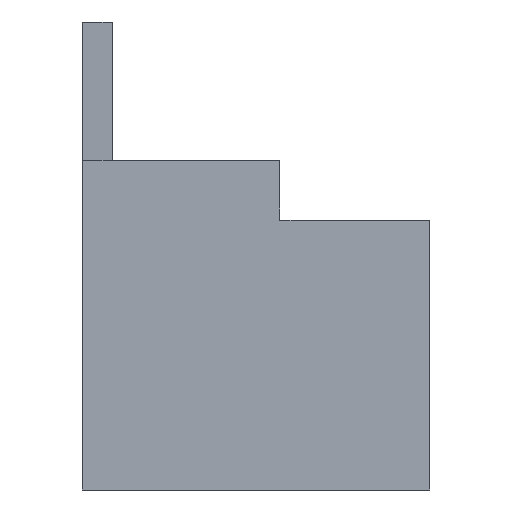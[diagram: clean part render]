
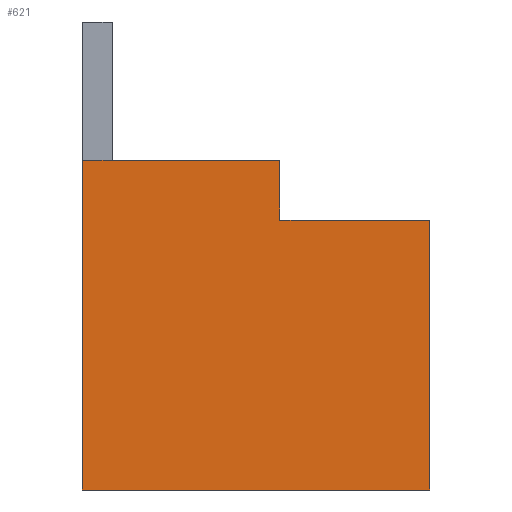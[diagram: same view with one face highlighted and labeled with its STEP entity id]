
A CAD part, left-side view. The second image highlights one B-rep face of the part: STEP entity #621.
In plain terms, the highlighted planar face has unit normal (-1, 0, 0).
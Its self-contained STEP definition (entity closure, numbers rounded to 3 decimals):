
#74=PLANE('',#703);
#121=FACE_OUTER_BOUND('',#158,.T.);
#158=EDGE_LOOP('',(#549,#550,#551,#552,#553,#554,#555));
#202=LINE('',#1006,#254);
#205=LINE('',#1012,#257);
#209=LINE('',#1022,#261);
#212=LINE('',#1028,#264);
#218=LINE('',#1040,#270);
#219=LINE('',#1042,#271);
#220=LINE('',#1043,#272);
#254=VECTOR('',#838,10.);
#257=VECTOR('',#845,10.);
#261=VECTOR('',#855,10.);
#264=VECTOR('',#860,10.);
#270=VECTOR('',#870,10.);
#271=VECTOR('',#871,10.);
#272=VECTOR('',#872,10.);
#340=VERTEX_POINT('',#1003);
#341=VERTEX_POINT('',#1005);
#342=VERTEX_POINT('',#1011);
#345=VERTEX_POINT('',#1021);
#347=VERTEX_POINT('',#1027);
#351=VERTEX_POINT('',#1039);
#352=VERTEX_POINT('',#1041);
#407=EDGE_CURVE('',#340,#341,#202,.T.);
#410=EDGE_CURVE('',#341,#342,#205,.T.);
#415=EDGE_CURVE('',#345,#342,#209,.T.);
#418=EDGE_CURVE('',#347,#345,#212,.T.);
#424=EDGE_CURVE('',#351,#340,#218,.T.);
#425=EDGE_CURVE('',#352,#351,#219,.T.);
#426=EDGE_CURVE('',#352,#347,#220,.T.);
#549=ORIENTED_EDGE('',*,*,#415,.T.);
#550=ORIENTED_EDGE('',*,*,#410,.F.);
#551=ORIENTED_EDGE('',*,*,#407,.F.);
#552=ORIENTED_EDGE('',*,*,#424,.F.);
#553=ORIENTED_EDGE('',*,*,#425,.F.);
#554=ORIENTED_EDGE('',*,*,#426,.T.);
#555=ORIENTED_EDGE('',*,*,#418,.T.);
#621=ADVANCED_FACE('',(#121),#74,.T.);
#703=AXIS2_PLACEMENT_3D('',#1038,#868,#869);
#838=DIRECTION('',(0.,-1.,0.));
#845=DIRECTION('',(0.,-1.,0.));
#855=DIRECTION('',(0.,0.,1.));
#860=DIRECTION('',(0.,1.,0.));
#868=DIRECTION('center_axis',(-1.,0.,0.));
#869=DIRECTION('ref_axis',(0.,-1.,0.));
#870=DIRECTION('',(0.,0.,1.));
#871=DIRECTION('',(0.,1.,0.));
#872=DIRECTION('',(0.,0.,1.));
#1003=CARTESIAN_POINT('',(-29.,29.,55.066));
#1005=CARTESIAN_POINT('',(-29.,24.,55.066));
#1006=CARTESIAN_POINT('',(-29.,-29.,55.066));
#1011=CARTESIAN_POINT('',(-29.,-4.,55.066));
#1012=CARTESIAN_POINT('',(-29.,-29.,55.066));
#1021=CARTESIAN_POINT('',(-29.,-4.,45.066));
#1022=CARTESIAN_POINT('',(-29.,-4.,27.533));
#1027=CARTESIAN_POINT('',(-29.,-29.,45.066));
#1028=CARTESIAN_POINT('',(-29.,6.25,45.066));
#1038=CARTESIAN_POINT('Origin',(-29.,29.,0.));
#1039=CARTESIAN_POINT('',(-29.,29.,0.));
#1040=CARTESIAN_POINT('',(-29.,29.,0.));
#1041=CARTESIAN_POINT('',(-29.,-29.,0.));
#1042=CARTESIAN_POINT('',(-29.,-29.,0.));
#1043=CARTESIAN_POINT('',(-29.,-29.,0.));
